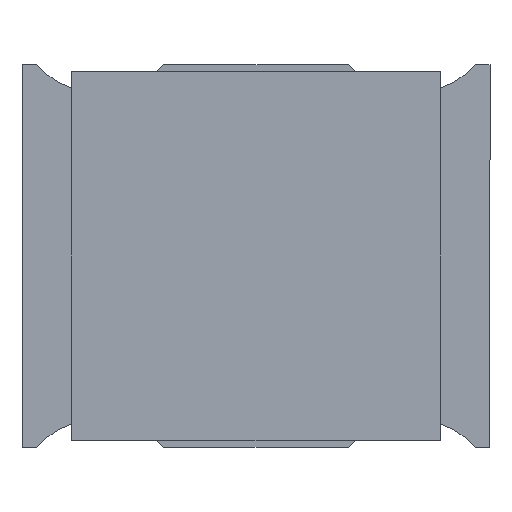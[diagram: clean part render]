
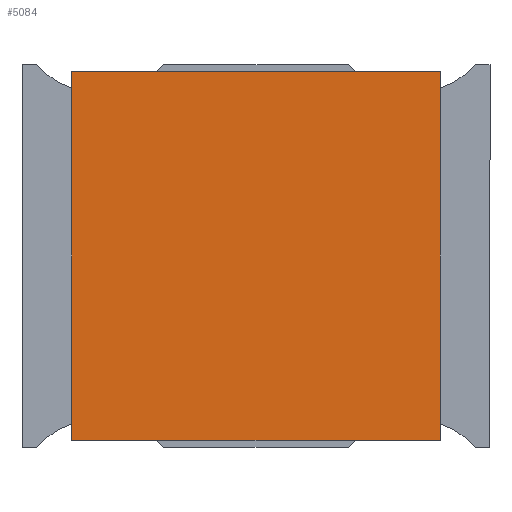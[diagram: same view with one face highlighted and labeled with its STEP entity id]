
A CAD part, front view. The second image highlights one B-rep face of the part: STEP entity #5084.
In plain terms, the highlighted planar face has unit normal (0, -1, 0).
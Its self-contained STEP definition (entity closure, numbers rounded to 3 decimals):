
#455 = VERTEX_POINT ( 'NONE', #2964 ) ;
#568 = LINE ( 'NONE', #3526, #5454 ) ;
#677 = ORIENTED_EDGE ( 'NONE', *, *, #1547, .F. ) ;
#694 = ORIENTED_EDGE ( 'NONE', *, *, #5914, .F. ) ;
#881 = CARTESIAN_POINT ( 'NONE',  ( 0., -1.5, 0. ) ) ;
#1021 = LINE ( 'NONE', #1340, #1409 ) ;
#1107 = LINE ( 'NONE', #4664, #3067 ) ;
#1115 = AXIS2_PLACEMENT_3D ( 'NONE', #881, #3726, #4223 ) ;
#1123 = DIRECTION ( 'NONE',  ( 0., 0., 1. ) ) ;
#1266 = CARTESIAN_POINT ( 'NONE',  ( -1.3, -1.5, -1.3 ) ) ;
#1340 = CARTESIAN_POINT ( 'NONE',  ( -1.3, -1.5, 1.3 ) ) ;
#1409 = VECTOR ( 'NONE', #1807, 1000. ) ;
#1512 = CARTESIAN_POINT ( 'NONE',  ( 1.3, -1.5, -1.3 ) ) ;
#1547 = EDGE_CURVE ( 'NONE', #6005, #5621, #1107, .T. ) ;
#1769 = ORIENTED_EDGE ( 'NONE', *, *, #2782, .F. ) ;
#1781 = DIRECTION ( 'NONE',  ( 0., 0., -1. ) ) ;
#1807 = DIRECTION ( 'NONE',  ( 1., 0., 0. ) ) ;
#2114 = EDGE_LOOP ( 'NONE', ( #4523, #694, #1769, #677 ) ) ;
#2454 = FACE_OUTER_BOUND ( 'NONE', #2114, .T. ) ;
#2762 = PLANE ( 'NONE',  #1115 ) ;
#2782 = EDGE_CURVE ( 'NONE', #5621, #4025, #4574, .T. ) ;
#2964 = CARTESIAN_POINT ( 'NONE',  ( -1.3, -1.5, 1.3 ) ) ;
#3013 = CARTESIAN_POINT ( 'NONE',  ( 1.3, -1.5, 1.3 ) ) ;
#3067 = VECTOR ( 'NONE', #1781, 1000. ) ;
#3526 = CARTESIAN_POINT ( 'NONE',  ( -1.3, -1.5, 1.3 ) ) ;
#3726 = DIRECTION ( 'NONE',  ( 0., 1., 0. ) ) ;
#4025 = VERTEX_POINT ( 'NONE', #4381 ) ;
#4223 = DIRECTION ( 'NONE',  ( 0., 0., 1. ) ) ;
#4381 = CARTESIAN_POINT ( 'NONE',  ( -1.3, -1.5, -1.3 ) ) ;
#4523 = ORIENTED_EDGE ( 'NONE', *, *, #5056, .F. ) ;
#4574 = LINE ( 'NONE', #1266, #5683 ) ;
#4664 = CARTESIAN_POINT ( 'NONE',  ( 1.3, -1.5, 1.3 ) ) ;
#5056 = EDGE_CURVE ( 'NONE', #455, #6005, #1021, .T. ) ;
#5084 = ADVANCED_FACE ( 'NONE', ( #2454 ), #2762, .F. ) ;
#5454 = VECTOR ( 'NONE', #1123, 1000. ) ;
#5621 = VERTEX_POINT ( 'NONE', #1512 ) ;
#5683 = VECTOR ( 'NONE', #6079, 1000. ) ;
#5914 = EDGE_CURVE ( 'NONE', #4025, #455, #568, .T. ) ;
#6005 = VERTEX_POINT ( 'NONE', #3013 ) ;
#6079 = DIRECTION ( 'NONE',  ( -1., 0., 0. ) ) ;
